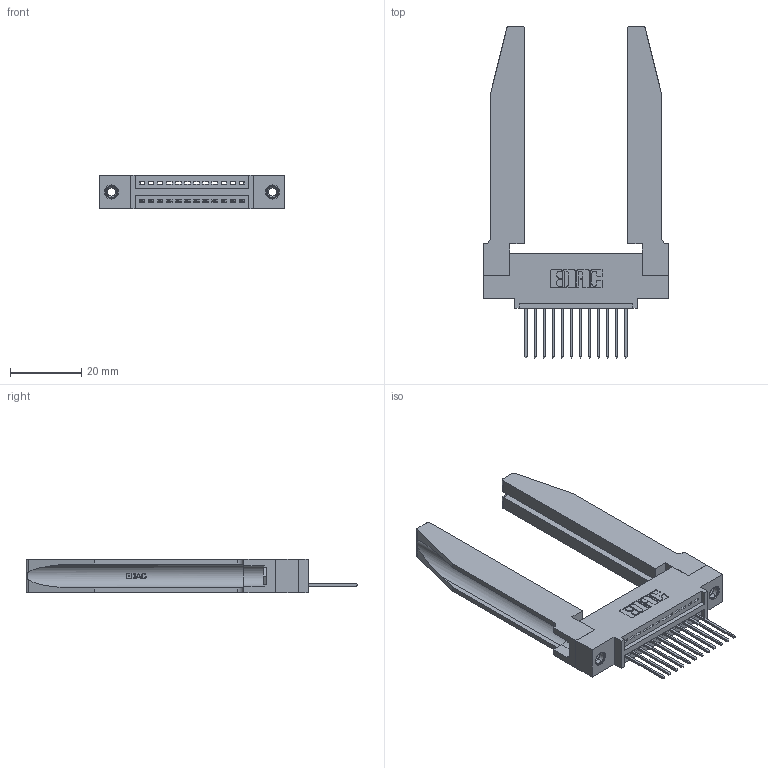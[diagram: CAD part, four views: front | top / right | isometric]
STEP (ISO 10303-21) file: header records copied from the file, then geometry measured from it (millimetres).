
FILE_DESCRIPTION (( 'STEP AP203' ), '1' );
FILE_NAME ('345-012-540-478.STEP', '2019-10-04T01:51:24', ( '' ), ( '' ), 'SwSTEP 2.0', 'SolidWorks 2016', '' );
FILE_SCHEMA (( 'CONFIG_CONTROL_DESIGN' ));
Length unit declared in the file: inch
Products named in the file (5): 345 Part_0.110 Offset - 0.156 Dia-TH; 345-292-001_345-293-140; 345-250-001_345-250-001-102; 345-012-540-478; 345-220-078_345-220-078
Assembly tree (17 placements, depth 2):
  345-012-540-478
    345 Part_0.110 Offset - 0.156 Dia-TH
    345-292-001_345-293-140  x12
    345-250-001_345-250-001-102  x2
    345-220-078_345-220-078  x2
Bounding box: 51.71 x 92.89 x 9.4 mm (x, y, z)
Volume: 12379.5 mm3; surface area: 12761.6 mm2
Topology: 17 solids, 17 shells, 1060 faces, 3073 edges, 2022 vertices
Faces by surface type: plane 706, cylinder 302, bspline 36, cone 12, torus 4
Entity records: 17960 total; most frequent: CARTESIAN_POINT 4011, ORIENTED_EDGE 2854, DIRECTION 2553, EDGE_CURVE 1427, LINE 1153, VECTOR 1153, VERTEX_POINT 944, AXIS2_PLACEMENT_3D 700
